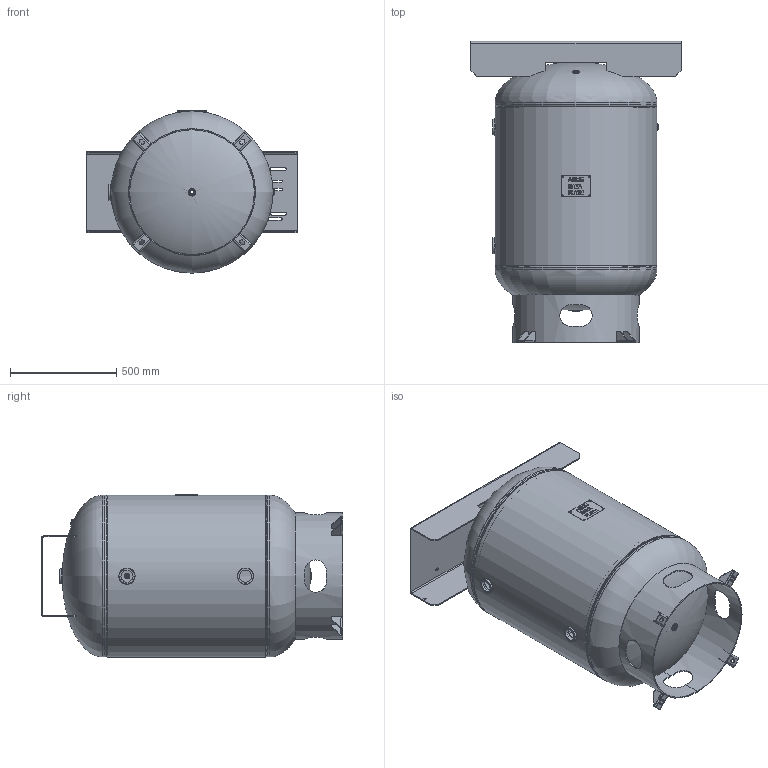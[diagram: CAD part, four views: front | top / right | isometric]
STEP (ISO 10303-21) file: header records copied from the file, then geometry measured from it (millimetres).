
FILE_DESCRIPTION(/* description */ ('30 X 46 200# VERT ASME STOCK 120 GAL W/TPLT & SKIRT'),/* implementation_level */ '2;1');
FILE_NAME(/* name */ 'SPVG_A10047.stp',/* time_stamp */ '2020-03-07T09:39:37-06:00',/* author */ ('kim.thoune'),/* organization */ (''),/* preprocessor_version */ 'ST-DEVELOPER v16.5',/* originating_system */ 'Autodesk Inventor 2017',/* authorisation */ 'CHECKERS BOSS');
FILE_SCHEMA (('AUTOMOTIVE_DESIGN { 1 0 10303 214 3 1 1 }'));
Length unit declared in the file: inch
Products named in the file (16): A10047; A10047-3; 910-871-1; A10047-2; 910-871-1_1; A10047-1; F100500; S102464-1; S102465; S101519-P; F101500; F100250; F102001; S100054; 60-140; 64-053
Assembly tree (20 placements, depth 3):
  A10047
    A10047-3
      910-871-1
    A10047-2
      910-871-1_1
    A10047-1
    F100500
    S102464-1
      S102465
      S101519-P  x4
    F101500
    F100250  x2
    F102001  x2
    S100054
    60-140
      64-053
Bounding box: 990.6 x 1419.2 x 764.48 mm (x, y, z)
Volume: 20851858.9 mm3; surface area: 8610558.1 mm2
Topology: 16 solids, 16 shells, 471 faces, 1225 edges, 807 vertices
Faces by surface type: plane 287, cylinder 103, bspline 40, torus 31, cone 10
Full cylindrical faces by diameter (mm): 6.35 x4, 9.525 x2, 11.455 x2, 15.875 x4, 18.644 x1, 26.987 x2, 26.988 x1, 31.75 x1, 43.256 x1, 55.562 x1, 56.667 x2, 57.15 x1, 66.675 x2, 68.263 x2, 76.2 x2, 101.93 x1, 587.792 x1, 596.9 x1, 744.068 x2, 752.958 x2, 753.11 x3, 762 x2, 763.27 x1
Entity records: 14061 total; most frequent: CARTESIAN_POINT 4434, ORIENTED_EDGE 1876, DIRECTION 1758, EDGE_CURVE 938, VERTEX_POINT 658, LINE 638, VECTOR 638, AXIS2_PLACEMENT_3D 560
